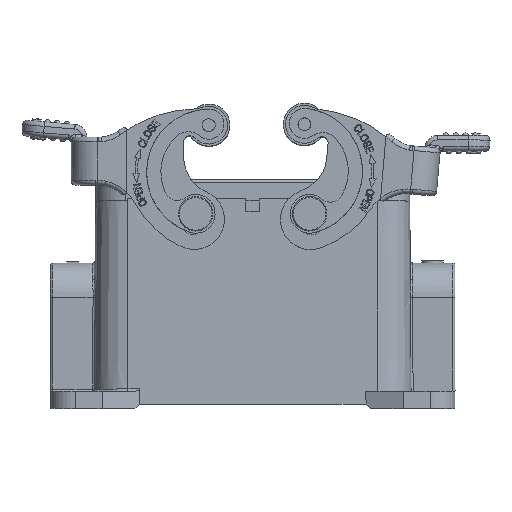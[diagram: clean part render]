
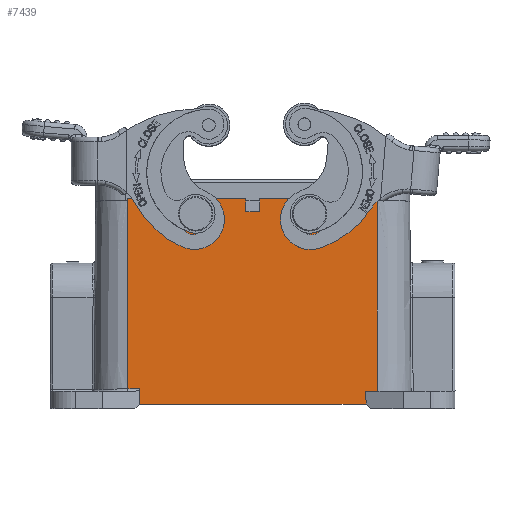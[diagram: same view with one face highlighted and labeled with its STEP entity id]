
A CAD part, top view. The second image highlights one B-rep face of the part: STEP entity #7439.
In plain terms, the highlighted planar face has unit normal (0, 0.009, 1).
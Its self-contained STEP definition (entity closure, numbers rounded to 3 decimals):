
#2256=LINE('',#34506,#4336);
#2264=LINE('',#34523,#4344);
#2329=LINE('',#34731,#4409);
#2459=LINE('',#35225,#4539);
#2479=LINE('',#35322,#4559);
#2480=LINE('',#35328,#4560);
#2481=LINE('',#35330,#4561);
#2482=LINE('',#35332,#4562);
#2483=LINE('',#35333,#4563);
#2484=LINE('',#35335,#4564);
#2485=LINE('',#35337,#4565);
#2486=LINE('',#35339,#4566);
#4336=VECTOR('',#27800,1.);
#4344=VECTOR('',#27812,1.);
#4409=VECTOR('',#27959,1.);
#4539=VECTOR('',#28311,1.);
#4559=VECTOR('',#28377,1.);
#4560=VECTOR('',#28384,1.);
#4561=VECTOR('',#28385,1.);
#4562=VECTOR('',#28386,1.);
#4563=VECTOR('',#28387,1.);
#4564=VECTOR('',#28388,1.);
#4565=VECTOR('',#28389,1.);
#4566=VECTOR('',#28390,1.);
#6552=PLANE('',#25579);
#7439=ADVANCED_FACE('',(#9264,#9265,#9266),#6552,.T.);
#9139=ELLIPSE('',#25577,2.282,2.281);
#9140=ELLIPSE('',#25578,2.331,2.331);
#9264=FACE_BOUND('',#9824,.T.);
#9265=FACE_BOUND('',#9825,.T.);
#9266=FACE_BOUND('',#9826,.T.);
#9824=EDGE_LOOP('',(#12057));
#9825=EDGE_LOOP('',(#12058));
#9826=EDGE_LOOP('',(#12059,#12060,#12061,#12062,#12063,#12064,#12065,#12066,
#12067,#12068,#12069,#12070));
#12057=ORIENTED_EDGE('',*,*,#21255,.F.);
#12058=ORIENTED_EDGE('',*,*,#21256,.F.);
#12059=ORIENTED_EDGE('',*,*,#21257,.T.);
#12060=ORIENTED_EDGE('',*,*,#20943,.F.);
#12061=ORIENTED_EDGE('',*,*,#20935,.T.);
#12062=ORIENTED_EDGE('',*,*,#21027,.F.);
#12063=ORIENTED_EDGE('',*,*,#21258,.T.);
#12064=ORIENTED_EDGE('',*,*,#21259,.F.);
#12065=ORIENTED_EDGE('',*,*,#21219,.F.);
#12066=ORIENTED_EDGE('',*,*,#21254,.F.);
#12067=ORIENTED_EDGE('',*,*,#21260,.T.);
#12068=ORIENTED_EDGE('',*,*,#21261,.F.);
#12069=ORIENTED_EDGE('',*,*,#21262,.T.);
#12070=ORIENTED_EDGE('',*,*,#21263,.F.);
#18584=VERTEX_POINT('',#34505);
#18585=VERTEX_POINT('',#34507);
#18592=VERTEX_POINT('',#34524);
#18646=VERTEX_POINT('',#34730);
#18774=VERTEX_POINT('',#35226);
#18775=VERTEX_POINT('',#35227);
#18796=VERTEX_POINT('',#35321);
#18797=VERTEX_POINT('',#35325);
#18798=VERTEX_POINT('',#35327);
#18799=VERTEX_POINT('',#35329);
#18800=VERTEX_POINT('',#35331);
#18801=VERTEX_POINT('',#35334);
#18802=VERTEX_POINT('',#35336);
#18803=VERTEX_POINT('',#35338);
#20935=EDGE_CURVE('',#18585,#18584,#2256,.T.);
#20943=EDGE_CURVE('',#18585,#18592,#2264,.T.);
#21027=EDGE_CURVE('',#18646,#18584,#2329,.T.);
#21219=EDGE_CURVE('',#18774,#18775,#2459,.T.);
#21254=EDGE_CURVE('',#18796,#18774,#2479,.T.);
#21255=EDGE_CURVE('',#18797,#18797,#9139,.T.);
#21256=EDGE_CURVE('',#18798,#18798,#9140,.T.);
#21257=EDGE_CURVE('',#18799,#18592,#2480,.T.);
#21258=EDGE_CURVE('',#18646,#18800,#2481,.T.);
#21259=EDGE_CURVE('',#18775,#18800,#2482,.T.);
#21260=EDGE_CURVE('',#18796,#18801,#2483,.T.);
#21261=EDGE_CURVE('',#18802,#18801,#2484,.T.);
#21262=EDGE_CURVE('',#18802,#18803,#2485,.T.);
#21263=EDGE_CURVE('',#18799,#18803,#2486,.T.);
#25577=AXIS2_PLACEMENT_3D('',#35324,#28380,#28381);
#25578=AXIS2_PLACEMENT_3D('',#35326,#28382,#28383);
#25579=AXIS2_PLACEMENT_3D('',#35340,#28391,#28392);
#27800=DIRECTION('',(-1.,0.,0.));
#27812=DIRECTION('',(0.,1.,-0.009));
#27959=DIRECTION('',(0.,-1.,0.009));
#28311=DIRECTION('',(-1.,0.,0.));
#28377=DIRECTION('',(0.018,1.,-0.009));
#28380=DIRECTION('',(0.,0.009,1.));
#28381=DIRECTION('',(0.,-1.,0.009));
#28382=DIRECTION('',(0.,0.009,1.));
#28383=DIRECTION('',(0.,-1.,0.009));
#28384=DIRECTION('',(-1.,0.,0.));
#28385=DIRECTION('',(-1.,0.,0.));
#28386=DIRECTION('',(0.,1.,-0.009));
#28387=DIRECTION('',(1.,0.,0.));
#28388=DIRECTION('',(0.018,-1.,0.009));
#28389=DIRECTION('',(1.,0.,0.));
#28390=DIRECTION('',(0.,-1.,0.009));
#28391=DIRECTION('',(0.,0.009,1.));
#28392=DIRECTION('',(-1.,0.,0.));
#34505=CARTESIAN_POINT('',(20.071,98.692,62.61));
#34506=CARTESIAN_POINT('',(-9.501,98.692,62.61));
#34507=CARTESIAN_POINT('',(23.271,98.692,62.61));
#34523=CARTESIAN_POINT('',(23.271,97.557,62.62));
#34524=CARTESIAN_POINT('',(23.271,101.692,62.584));
#34730=CARTESIAN_POINT('',(20.071,101.692,62.584));
#34731=CARTESIAN_POINT('',(20.071,101.702,62.584));
#35225=CARTESIAN_POINT('',(-9.501,57.487,62.97));
#35226=CARTESIAN_POINT('',(-4.616,57.487,62.97));
#35227=CARTESIAN_POINT('',(-7.329,57.487,62.97));
#35321=CARTESIAN_POINT('',(-4.681,53.992,63.));
#35322=CARTESIAN_POINT('',(-3.801,101.586,62.585));
#35324=CARTESIAN_POINT('',(34.921,98.172,62.615));
#35325=CARTESIAN_POINT('',(34.921,95.89,62.635));
#35326=CARTESIAN_POINT('',(8.421,98.171,62.615));
#35327=CARTESIAN_POINT('',(8.421,95.841,62.635));
#35328=CARTESIAN_POINT('',(50.671,101.692,62.584));
#35329=CARTESIAN_POINT('',(50.671,101.692,62.584));
#35330=CARTESIAN_POINT('',(20.071,101.692,62.584));
#35331=CARTESIAN_POINT('',(-7.329,101.692,62.584));
#35332=CARTESIAN_POINT('',(-7.329,79.657,62.776));
#35333=CARTESIAN_POINT('',(-9.501,53.992,63.));
#35334=CARTESIAN_POINT('',(48.023,53.992,63.));
#35335=CARTESIAN_POINT('',(47.123,102.738,62.575));
#35336=CARTESIAN_POINT('',(47.968,56.992,62.974));
#35337=CARTESIAN_POINT('',(-9.501,56.992,62.974));
#35338=CARTESIAN_POINT('',(50.671,56.992,62.974));
#35339=CARTESIAN_POINT('',(50.671,79.409,62.779));
#35340=CARTESIAN_POINT('',(-9.501,101.692,62.584));
